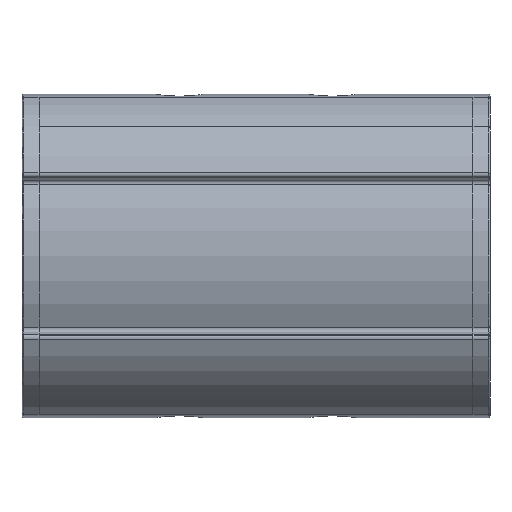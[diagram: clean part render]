
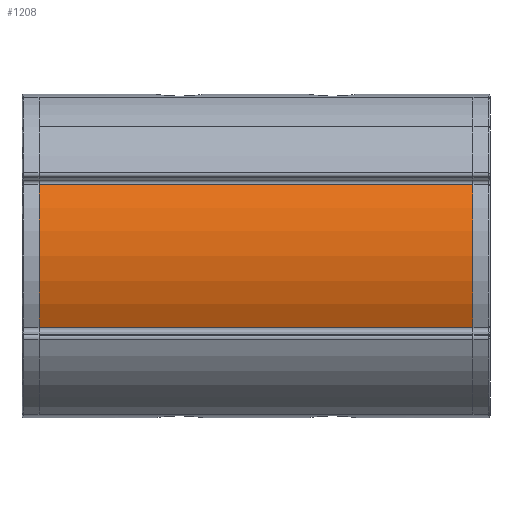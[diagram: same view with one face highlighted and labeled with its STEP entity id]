
A CAD part, left-side view. The second image highlights one B-rep face of the part: STEP entity #1208.
In plain terms, the highlighted cylindrical face has radius 19 mm (diameter 38 mm), a partial arc.
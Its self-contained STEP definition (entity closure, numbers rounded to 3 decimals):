
#109 = EDGE_CURVE ( 'NONE', #8272, #3530, #4714, .T. ) ;
#603 = DIRECTION ( 'NONE',  ( -1., 0., 0. ) ) ;
#787 = FACE_OUTER_BOUND ( 'NONE', #5789, .T. ) ;
#822 = CARTESIAN_POINT ( 'NONE',  ( -17.984, -6.131, 25.5 ) ) ;
#918 = AXIS2_PLACEMENT_3D ( 'NONE', #8141, #8638, #5988 ) ;
#1096 = EDGE_CURVE ( 'NONE', #2313, #3530, #7404, .T. ) ;
#1208 = ADVANCED_FACE ( 'NONE', ( #787 ), #2821, .T. ) ;
#1624 = ORIENTED_EDGE ( 'NONE', *, *, #7968, .T. ) ;
#1909 = VECTOR ( 'NONE', #6855, 1000. ) ;
#2066 = CARTESIAN_POINT ( 'NONE',  ( -6.131, -17.984, -25.5 ) ) ;
#2261 = ORIENTED_EDGE ( 'NONE', *, *, #109, .T. ) ;
#2313 = VERTEX_POINT ( 'NONE', #2066 ) ;
#2656 = VERTEX_POINT ( 'NONE', #4086 ) ;
#2821 = CYLINDRICAL_SURFACE ( 'NONE', #8869, 19. ) ;
#3412 = DIRECTION ( 'NONE',  ( 0., 0., -1. ) ) ;
#3530 = VERTEX_POINT ( 'NONE', #8511 ) ;
#3548 = DIRECTION ( 'NONE',  ( -1., 0., 0. ) ) ;
#3800 = AXIS2_PLACEMENT_3D ( 'NONE', #4006, #6720, #603 ) ;
#3869 = VECTOR ( 'NONE', #4125, 1000. ) ;
#3976 = ORIENTED_EDGE ( 'NONE', *, *, #4438, .T. ) ;
#4006 = CARTESIAN_POINT ( 'NONE',  ( 0., 0., -25.5 ) ) ;
#4086 = CARTESIAN_POINT ( 'NONE',  ( -6.131, -17.984, 25.5 ) ) ;
#4125 = DIRECTION ( 'NONE',  ( 0., 0., -1. ) ) ;
#4438 = EDGE_CURVE ( 'NONE', #2313, #2656, #7563, .T. ) ;
#4714 = LINE ( 'NONE', #5487, #3869 ) ;
#5449 = CARTESIAN_POINT ( 'NONE',  ( -6.131, -17.984, 25.5 ) ) ;
#5487 = CARTESIAN_POINT ( 'NONE',  ( -17.984, -6.131, 25.5 ) ) ;
#5789 = EDGE_LOOP ( 'NONE', ( #1624, #2261, #7452, #3976 ) ) ;
#5988 = DIRECTION ( 'NONE',  ( -1., 0., 0. ) ) ;
#6720 = DIRECTION ( 'NONE',  ( 0., 0., -1. ) ) ;
#6855 = DIRECTION ( 'NONE',  ( 0., 0., 1. ) ) ;
#7404 = CIRCLE ( 'NONE', #3800, 19. ) ;
#7452 = ORIENTED_EDGE ( 'NONE', *, *, #1096, .F. ) ;
#7560 = CIRCLE ( 'NONE', #918, 19. ) ;
#7563 = LINE ( 'NONE', #5449, #1909 ) ;
#7968 = EDGE_CURVE ( 'NONE', #2656, #8272, #7560, .T. ) ;
#8141 = CARTESIAN_POINT ( 'NONE',  ( 0., 0., 25.5 ) ) ;
#8272 = VERTEX_POINT ( 'NONE', #822 ) ;
#8418 = CARTESIAN_POINT ( 'NONE',  ( 0., 0., 25.5 ) ) ;
#8511 = CARTESIAN_POINT ( 'NONE',  ( -17.984, -6.131, -25.5 ) ) ;
#8638 = DIRECTION ( 'NONE',  ( 0., 0., -1. ) ) ;
#8869 = AXIS2_PLACEMENT_3D ( 'NONE', #8418, #3412, #3548 ) ;
